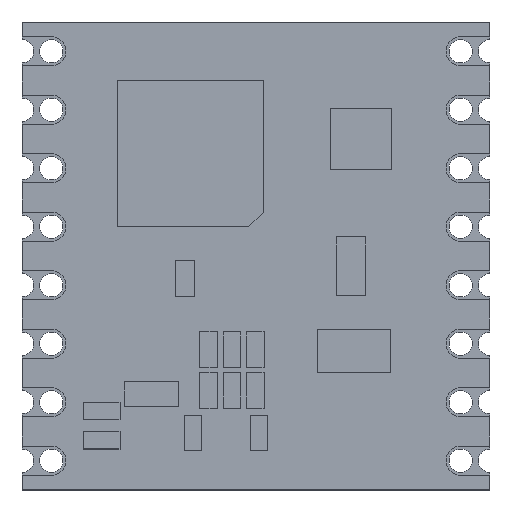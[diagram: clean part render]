
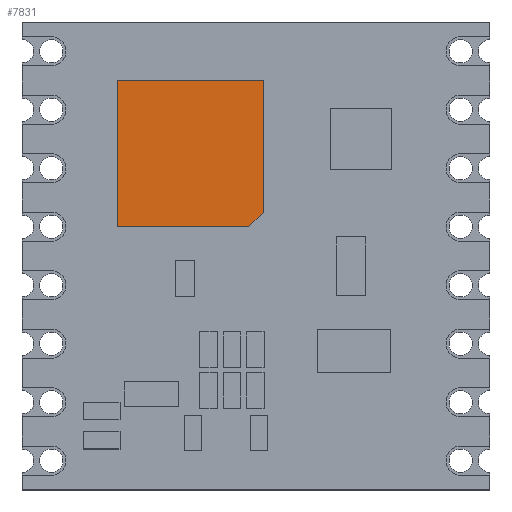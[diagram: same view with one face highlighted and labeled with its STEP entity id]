
A CAD part, top view. The second image highlights one B-rep face of the part: STEP entity #7831.
In plain terms, the highlighted face is planar.
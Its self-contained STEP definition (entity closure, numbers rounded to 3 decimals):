
#7681 = VERTEX_POINT('',#7682);
#7682 = CARTESIAN_POINT('',(0.25,1.8,-1.5));
#7699 = VERTEX_POINT('',#7700);
#7700 = CARTESIAN_POINT('',(0.25,1.8,-6.));
#7706 = EDGE_CURVE('',#7699,#7681,#7707,.T.);
#7707 = LINE('',#7708,#7709);
#7708 = CARTESIAN_POINT('',(0.25,1.8,0.));
#7709 = VECTOR('',#7710,1.);
#7710 = DIRECTION('',(0.,0.,1.));
#7730 = VERTEX_POINT('',#7731);
#7731 = CARTESIAN_POINT('',(-4.75,1.8,-6.));
#7737 = EDGE_CURVE('',#7730,#7699,#7738,.T.);
#7738 = LINE('',#7739,#7740);
#7739 = CARTESIAN_POINT('',(0.,1.8,-6.));
#7740 = VECTOR('',#7741,1.);
#7741 = DIRECTION('',(1.,0.,0.));
#7761 = VERTEX_POINT('',#7762);
#7762 = CARTESIAN_POINT('',(-4.75,1.8,-1.));
#7768 = EDGE_CURVE('',#7730,#7761,#7769,.T.);
#7769 = LINE('',#7770,#7771);
#7770 = CARTESIAN_POINT('',(-4.75,1.8,0.));
#7771 = VECTOR('',#7772,1.);
#7772 = DIRECTION('',(0.,0.,1.));
#7792 = VERTEX_POINT('',#7793);
#7793 = CARTESIAN_POINT('',(-0.25,1.8,-1.));
#7799 = EDGE_CURVE('',#7761,#7792,#7800,.T.);
#7800 = LINE('',#7801,#7802);
#7801 = CARTESIAN_POINT('',(0.,1.8,-1.));
#7802 = VECTOR('',#7803,1.);
#7803 = DIRECTION('',(1.,0.,0.));
#7821 = EDGE_CURVE('',#7792,#7681,#7822,.T.);
#7822 = LINE('',#7823,#7824);
#7823 = CARTESIAN_POINT('',(-0.625,1.8,-0.625));
#7824 = VECTOR('',#7825,1.);
#7825 = DIRECTION('',(0.707,0.,-0.707));
#7831 = ADVANCED_FACE('',(#7832),#7839,.T.);
#7832 = FACE_BOUND('',#7833,.T.);
#7833 = EDGE_LOOP('',(#7834,#7835,#7836,#7837,#7838));
#7834 = ORIENTED_EDGE('',*,*,#7706,.F.);
#7835 = ORIENTED_EDGE('',*,*,#7737,.F.);
#7836 = ORIENTED_EDGE('',*,*,#7768,.T.);
#7837 = ORIENTED_EDGE('',*,*,#7799,.T.);
#7838 = ORIENTED_EDGE('',*,*,#7821,.T.);
#7839 = PLANE('',#7840);
#7840 = AXIS2_PLACEMENT_3D('',#7841,#7842,#7843);
#7841 = CARTESIAN_POINT('',(0.,1.8,0.));
#7842 = DIRECTION('',(0.,1.,-0.));
#7843 = DIRECTION('',(0.,0.,1.));
